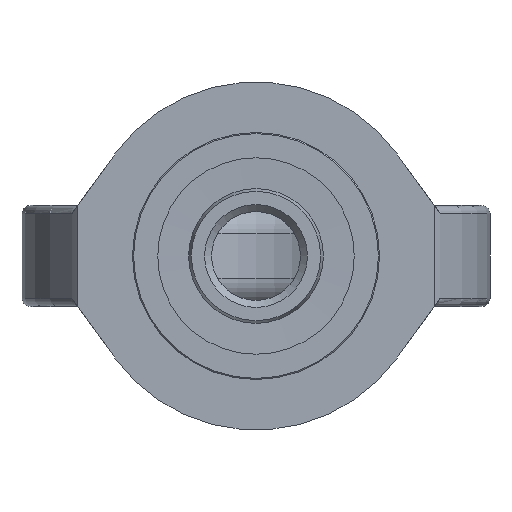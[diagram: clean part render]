
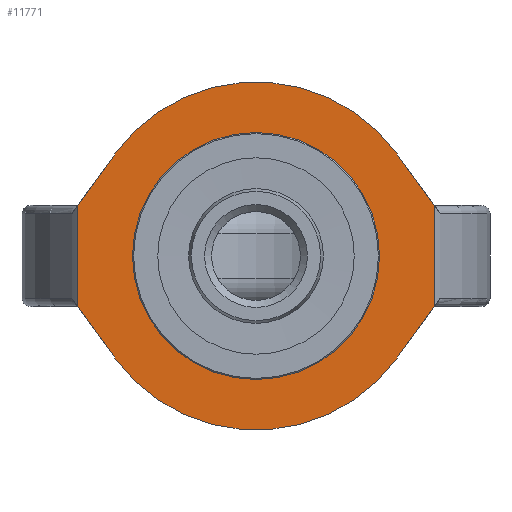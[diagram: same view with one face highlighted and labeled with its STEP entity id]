
A CAD part, front view. The second image highlights one B-rep face of the part: STEP entity #11771.
In plain terms, the highlighted planar face has unit normal (0, -1, 0).
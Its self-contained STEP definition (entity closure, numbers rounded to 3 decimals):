
#297=CIRCLE('',#12394,44.);
#355=CIRCLE('',#12512,62.);
#356=CIRCLE('',#12516,62.);
#503=FACE_BOUND('',#2266,.T.);
#1563=FACE_OUTER_BOUND('',#2265,.T.);
#2265=EDGE_LOOP('',(#9434,#9435,#9436,#9437,#9438,#9439,#9440,#9441));
#2266=EDGE_LOOP('',(#9442));
#3250=LINE('',#18366,#4231);
#3254=LINE('',#18383,#4235);
#3260=LINE('',#18844,#4241);
#3262=LINE('',#18848,#4243);
#3264=LINE('',#18854,#4245);
#3265=LINE('',#18856,#4246);
#4231=VECTOR('',#14086,10.);
#4235=VECTOR('',#14106,10.);
#4241=VECTOR('',#14224,10.);
#4243=VECTOR('',#14228,10.);
#4245=VECTOR('',#14236,10.);
#4246=VECTOR('',#14239,10.);
#5145=VERTEX_POINT('',#18156);
#5193=VERTEX_POINT('',#18358);
#5196=VERTEX_POINT('',#18364);
#5200=VERTEX_POINT('',#18380);
#5201=VERTEX_POINT('',#18382);
#5211=VERTEX_POINT('',#18838);
#5212=VERTEX_POINT('',#18840);
#5213=VERTEX_POINT('',#18846);
#5214=VERTEX_POINT('',#18850);
#6589=EDGE_CURVE('',#5145,#5145,#297,.T.);
#6657=EDGE_CURVE('',#5193,#5196,#3250,.T.);
#6665=EDGE_CURVE('',#5200,#5201,#3254,.T.);
#6708=EDGE_CURVE('',#5212,#5211,#355,.T.);
#6710=EDGE_CURVE('',#5211,#5201,#3260,.T.);
#6712=EDGE_CURVE('',#5200,#5213,#3262,.T.);
#6714=EDGE_CURVE('',#5213,#5214,#356,.T.);
#6715=EDGE_CURVE('',#5214,#5193,#3264,.T.);
#6716=EDGE_CURVE('',#5196,#5212,#3265,.T.);
#9434=ORIENTED_EDGE('',*,*,#6665,.F.);
#9435=ORIENTED_EDGE('',*,*,#6712,.T.);
#9436=ORIENTED_EDGE('',*,*,#6714,.T.);
#9437=ORIENTED_EDGE('',*,*,#6715,.T.);
#9438=ORIENTED_EDGE('',*,*,#6657,.T.);
#9439=ORIENTED_EDGE('',*,*,#6716,.T.);
#9440=ORIENTED_EDGE('',*,*,#6708,.T.);
#9441=ORIENTED_EDGE('',*,*,#6710,.T.);
#9442=ORIENTED_EDGE('',*,*,#6589,.T.);
#11199=PLANE('',#12519);
#11771=ADVANCED_FACE('',(#1563,#503),#11199,.T.);
#12394=AXIS2_PLACEMENT_3D('',#18157,#13944,#13945);
#12512=AXIS2_PLACEMENT_3D('',#18841,#14219,#14220);
#12516=AXIS2_PLACEMENT_3D('',#18852,#14232,#14233);
#12519=AXIS2_PLACEMENT_3D('',#18857,#14240,#14241);
#13944=DIRECTION('center_axis',(0.,1.,0.));
#13945=DIRECTION('ref_axis',(-1.,0.,0.));
#14086=DIRECTION('',(0.,0.,-1.));
#14106=DIRECTION('',(0.,0.,-1.));
#14219=DIRECTION('center_axis',(0.,-1.,0.));
#14220=DIRECTION('ref_axis',(-0.81,0.,-0.586));
#14224=DIRECTION('',(0.586,0.,0.81));
#14228=DIRECTION('',(-0.586,0.,0.81));
#14232=DIRECTION('center_axis',(0.,-1.,0.));
#14233=DIRECTION('ref_axis',(0.81,0.,0.586));
#14236=DIRECTION('',(-0.586,0.,-0.81));
#14239=DIRECTION('',(0.586,0.,-0.81));
#14240=DIRECTION('center_axis',(0.,-1.,0.));
#14241=DIRECTION('ref_axis',(1.,0.,0.));
#18156=CARTESIAN_POINT('',(44.,-87.5,0.));
#18157=CARTESIAN_POINT('Origin',(0.,-87.5,0.));
#18358=CARTESIAN_POINT('',(-63.5,-87.5,18.));
#18364=CARTESIAN_POINT('',(-63.5,-87.5,-18.));
#18366=CARTESIAN_POINT('',(-63.5,-87.5,0.));
#18380=CARTESIAN_POINT('',(63.5,-87.5,18.));
#18382=CARTESIAN_POINT('',(63.5,-87.5,-18.));
#18383=CARTESIAN_POINT('',(63.5,-87.5,0.));
#18838=CARTESIAN_POINT('',(50.235,-87.5,-36.338));
#18840=CARTESIAN_POINT('',(-50.235,-87.5,-36.338));
#18841=CARTESIAN_POINT('Origin',(0.,-87.5,0.));
#18844=CARTESIAN_POINT('',(50.235,-87.5,-36.338));
#18846=CARTESIAN_POINT('',(50.235,-87.5,36.338));
#18848=CARTESIAN_POINT('',(63.5,-87.5,18.));
#18850=CARTESIAN_POINT('',(-50.235,-87.5,36.338));
#18852=CARTESIAN_POINT('Origin',(0.,-87.5,0.));
#18854=CARTESIAN_POINT('',(-50.235,-87.5,36.338));
#18856=CARTESIAN_POINT('',(-63.5,-87.5,-18.));
#18857=CARTESIAN_POINT('Origin',(-63.5,-87.5,0.));
